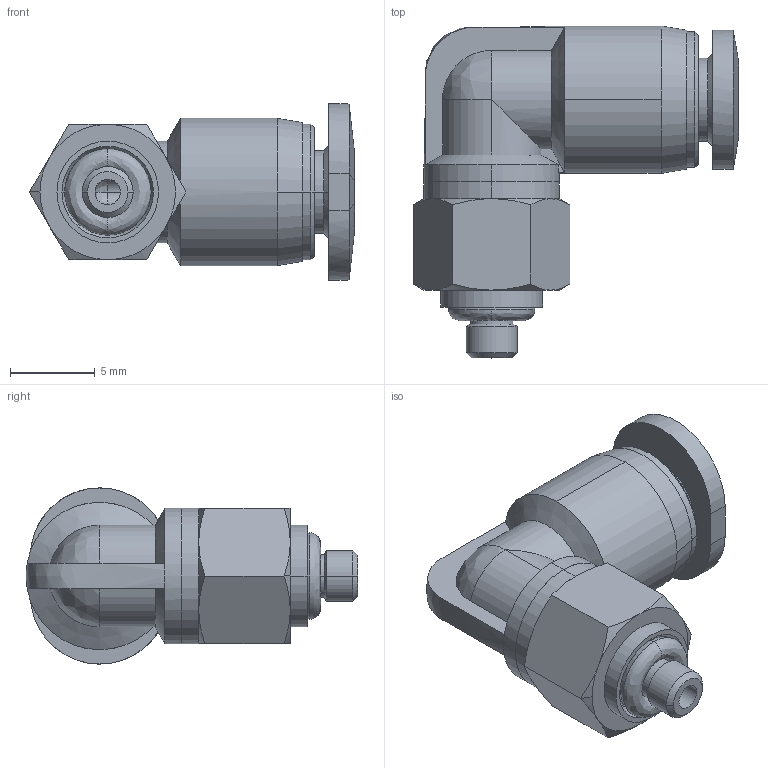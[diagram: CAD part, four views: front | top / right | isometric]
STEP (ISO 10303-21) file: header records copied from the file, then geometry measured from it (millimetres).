
FILE_DESCRIPTION (( 'STEP AP214' ), '1' );
FILE_NAME ('ME532-M3.step', '2018-07-23T13:06:46', ( '' ), ( '' ), 'SwSTEP 2.0', 'SolidWorks 2017', '' );
FILE_SCHEMA (( 'AUTOMOTIVE_DESIGN' ));
Length unit declared in the file: inch
Products named in the file (1): ME532-M3
Bounding box: 19.19 x 19.6 x 10.4 mm (x, y, z)
Volume: 1097.5 mm3; surface area: 1263.7 mm2
Topology: 2 solids, 2 shells, 105 faces, 241 edges, 145 vertices
Faces by surface type: cylinder 33, cone 31, plane 24, bspline 17
Entity records: 3904 total; most frequent: CARTESIAN_POINT 1574, ORIENTED_EDGE 478, DIRECTION 472, EDGE_CURVE 239, AXIS2_PLACEMENT_3D 200, VERTEX_POINT 145, EDGE_LOOP 116, CIRCLE 111
